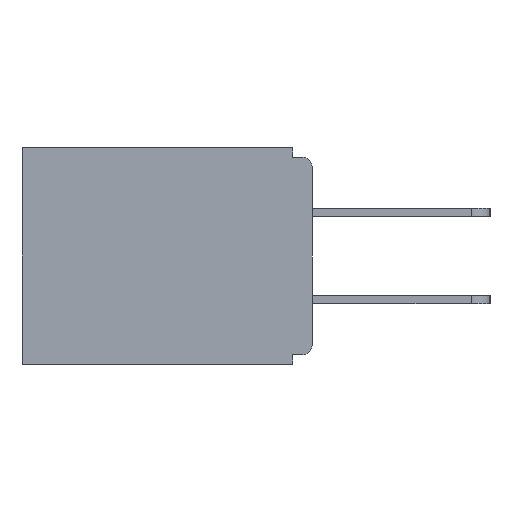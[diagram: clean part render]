
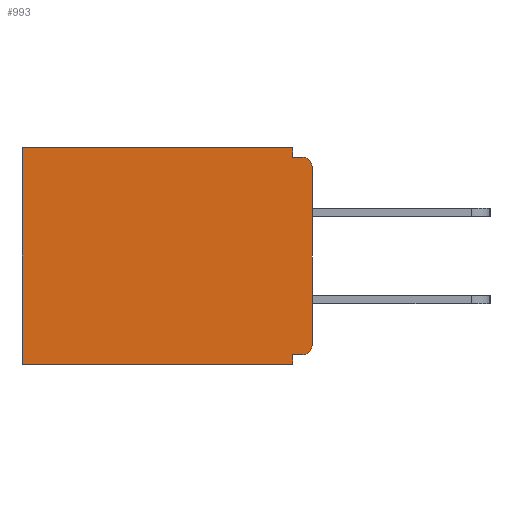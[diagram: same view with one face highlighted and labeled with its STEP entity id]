
A CAD part, left-side view. The second image highlights one B-rep face of the part: STEP entity #993.
In plain terms, the highlighted planar face has unit normal (-1, 0, 0).
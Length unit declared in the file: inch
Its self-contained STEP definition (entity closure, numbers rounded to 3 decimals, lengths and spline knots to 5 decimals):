
#391 = ORIENTED_EDGE ( 'NONE', *, *, #18532, .T. ) ;
#841 = LINE ( 'NONE', #11671, #22422 ) ;
#857 = PLANE ( 'NONE',  #13511 ) ;
#993 = ADVANCED_FACE ( 'NONE', ( #3553 ), #857, .F. ) ;
#1423 = VECTOR ( 'NONE', #10469, 39.37008 ) ;
#2062 = CARTESIAN_POINT ( 'NONE',  ( 0.298, 0.015, -0.015 ) ) ;
#2155 = DIRECTION ( 'NONE',  ( 0., 0., -1. ) ) ;
#2856 = CARTESIAN_POINT ( 'NONE',  ( 0.298, 0.031, -0.343 ) ) ;
#3028 = DIRECTION ( 'NONE',  ( 1., 0., 0. ) ) ;
#3223 = CIRCLE ( 'NONE', #17015, 0.015 ) ;
#3317 = ORIENTED_EDGE ( 'NONE', *, *, #22751, .F. ) ;
#3469 = LINE ( 'NONE', #26785, #12191 ) ;
#3488 = EDGE_LOOP ( 'NONE', ( #391, #3317, #25899, #12227, #19719, #16173, #20752, #18187, #8254, #12167 ) ) ;
#3553 = FACE_OUTER_BOUND ( 'NONE', #3488, .T. ) ;
#3604 = CARTESIAN_POINT ( 'NONE',  ( 0.298, 0.031, -0.328 ) ) ;
#3989 = CARTESIAN_POINT ( 'NONE',  ( 0.298, 0.46, -0.343 ) ) ;
#4137 = DIRECTION ( 'NONE',  ( 0., 1., 0. ) ) ;
#4247 = VERTEX_POINT ( 'NONE', #2062 ) ;
#5564 = VERTEX_POINT ( 'NONE', #13927 ) ;
#6173 = CARTESIAN_POINT ( 'NONE',  ( 0.298, 0., -0.015 ) ) ;
#6280 = CARTESIAN_POINT ( 'NONE',  ( 0.298, 0.46, 0. ) ) ;
#7033 = DIRECTION ( 'NONE',  ( 0., 0., -1. ) ) ;
#7172 = VERTEX_POINT ( 'NONE', #20456 ) ;
#7687 = CARTESIAN_POINT ( 'NONE',  ( 0.298, 0.015, -0.03 ) ) ;
#7983 = VERTEX_POINT ( 'NONE', #23784 ) ;
#8254 = ORIENTED_EDGE ( 'NONE', *, *, #14723, .T. ) ;
#8407 = CARTESIAN_POINT ( 'NONE',  ( 0.298, 0., 0. ) ) ;
#9696 = CARTESIAN_POINT ( 'NONE',  ( 0.298, 0., 0. ) ) ;
#9758 = LINE ( 'NONE', #6173, #24902 ) ;
#10368 = VECTOR ( 'NONE', #4137, 39.37008 ) ;
#10406 = LINE ( 'NONE', #8407, #25206 ) ;
#10469 = DIRECTION ( 'NONE',  ( 0., 1., 0. ) ) ;
#11106 = VERTEX_POINT ( 'NONE', #17730 ) ;
#11164 = DIRECTION ( 'NONE',  ( -1., 0., 0. ) ) ;
#11671 = CARTESIAN_POINT ( 'NONE',  ( 0.298, 0.031, -0.343 ) ) ;
#11963 = EDGE_CURVE ( 'NONE', #7172, #7983, #10406, .T. ) ;
#12167 = ORIENTED_EDGE ( 'NONE', *, *, #11963, .F. ) ;
#12191 = VECTOR ( 'NONE', #13697, 39.37008 ) ;
#12227 = ORIENTED_EDGE ( 'NONE', *, *, #20336, .T. ) ;
#12620 = EDGE_CURVE ( 'NONE', #17478, #23133, #22940, .T. ) ;
#12880 = LINE ( 'NONE', #14615, #1423 ) ;
#13511 = AXIS2_PLACEMENT_3D ( 'NONE', #9696, #3028, #18073 ) ;
#13697 = DIRECTION ( 'NONE',  ( 0., 1., 0. ) ) ;
#13761 = EDGE_CURVE ( 'NONE', #5564, #21149, #19844, .T. ) ;
#13927 = CARTESIAN_POINT ( 'NONE',  ( 0.298, 0.46, 0. ) ) ;
#14093 = VECTOR ( 'NONE', #15172, 39.37008 ) ;
#14615 = CARTESIAN_POINT ( 'NONE',  ( 0.298, 0., 0. ) ) ;
#14644 = VERTEX_POINT ( 'NONE', #23327 ) ;
#14723 = EDGE_CURVE ( 'NONE', #14644, #7983, #17760, .T. ) ;
#14787 = VERTEX_POINT ( 'NONE', #17403 ) ;
#15051 = CARTESIAN_POINT ( 'NONE',  ( 0.298, 0.015, -0.313 ) ) ;
#15172 = DIRECTION ( 'NONE',  ( 0., 0., -1. ) ) ;
#15239 = DIRECTION ( 'NONE',  ( -1., 0., 0. ) ) ;
#15696 = EDGE_CURVE ( 'NONE', #11106, #14787, #841, .T. ) ;
#16173 = ORIENTED_EDGE ( 'NONE', *, *, #17153, .F. ) ;
#16945 = DIRECTION ( 'NONE',  ( 0., -1., 0. ) ) ;
#17015 = AXIS2_PLACEMENT_3D ( 'NONE', #7687, #11164, #7033 ) ;
#17140 = AXIS2_PLACEMENT_3D ( 'NONE', #15051, #15239, #2155 ) ;
#17153 = EDGE_CURVE ( 'NONE', #23133, #21149, #3469, .T. ) ;
#17403 = CARTESIAN_POINT ( 'NONE',  ( 0.298, 0.031, -0.015 ) ) ;
#17478 = VERTEX_POINT ( 'NONE', #3604 ) ;
#17730 = CARTESIAN_POINT ( 'NONE',  ( 0.298, 0.031, 0. ) ) ;
#17760 = CIRCLE ( 'NONE', #17140, 0.015 ) ;
#18073 = DIRECTION ( 'NONE',  ( 0., 0., -1. ) ) ;
#18187 = ORIENTED_EDGE ( 'NONE', *, *, #23255, .F. ) ;
#18207 = CARTESIAN_POINT ( 'NONE',  ( 0.298, 0.031, -0.343 ) ) ;
#18384 = DIRECTION ( 'NONE',  ( 0., 0., -1. ) ) ;
#18532 = EDGE_CURVE ( 'NONE', #7172, #4247, #3223, .T. ) ;
#19719 = ORIENTED_EDGE ( 'NONE', *, *, #13761, .T. ) ;
#19844 = LINE ( 'NONE', #6280, #14093 ) ;
#20336 = EDGE_CURVE ( 'NONE', #11106, #5564, #12880, .T. ) ;
#20456 = CARTESIAN_POINT ( 'NONE',  ( 0.298, 0., -0.03 ) ) ;
#20752 = ORIENTED_EDGE ( 'NONE', *, *, #12620, .F. ) ;
#21149 = VERTEX_POINT ( 'NONE', #3989 ) ;
#21550 = LINE ( 'NONE', #22706, #10368 ) ;
#22285 = VECTOR ( 'NONE', #18384, 39.37008 ) ;
#22422 = VECTOR ( 'NONE', #22726, 39.37008 ) ;
#22706 = CARTESIAN_POINT ( 'NONE',  ( 0.298, 0., -0.328 ) ) ;
#22726 = DIRECTION ( 'NONE',  ( 0., 0., -1. ) ) ;
#22751 = EDGE_CURVE ( 'NONE', #14787, #4247, #9758, .T. ) ;
#22940 = LINE ( 'NONE', #18207, #22285 ) ;
#23133 = VERTEX_POINT ( 'NONE', #2856 ) ;
#23255 = EDGE_CURVE ( 'NONE', #14644, #17478, #21550, .T. ) ;
#23327 = CARTESIAN_POINT ( 'NONE',  ( 0.298, 0.015, -0.328 ) ) ;
#23784 = CARTESIAN_POINT ( 'NONE',  ( 0.298, 0., -0.313 ) ) ;
#24902 = VECTOR ( 'NONE', #16945, 39.37008 ) ;
#25206 = VECTOR ( 'NONE', #25812, 39.37008 ) ;
#25812 = DIRECTION ( 'NONE',  ( 0., 0., -1. ) ) ;
#25899 = ORIENTED_EDGE ( 'NONE', *, *, #15696, .F. ) ;
#26785 = CARTESIAN_POINT ( 'NONE',  ( 0.298, 0., -0.343 ) ) ;
